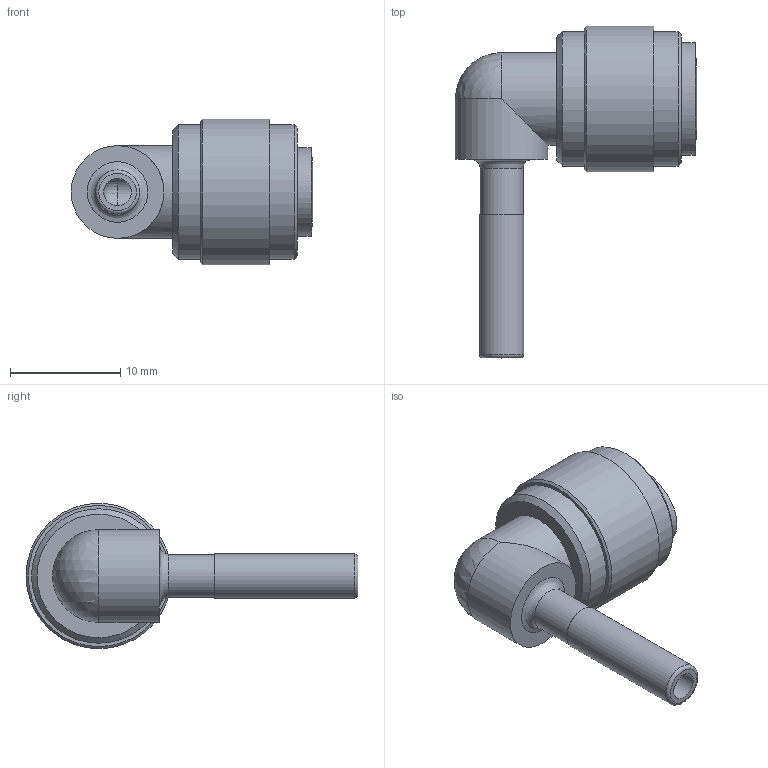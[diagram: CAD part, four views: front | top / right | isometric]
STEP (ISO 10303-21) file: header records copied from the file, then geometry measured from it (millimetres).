
FILE_DESCRIPTION((''),'2;1');
FILE_NAME('Fluidfit Products 3D Ass''HLJ 0404.stp','2011-07-05T14:24:22',('Microsoft'),(''),'Autodesk Inventor 2008','Autodesk Inventor 2008','');
FILE_SCHEMA(('AUTOMOTIVE_DESIGN { 1 0 10303 214 1 1 1 1 }'));
Length unit declared in the file: millimetre
Products named in the file (1): HLJ 0404
Bounding box: 21.9 x 30.1 x 13.2 mm (x, y, z)
Volume: 1996.3 mm3; surface area: 1601.3 mm2
Topology: 1 solids, 1 shells, 28 faces, 58 edges, 34 vertices
Faces by surface type: cylinder 10, plane 8, bspline 3, cone 3, torus 2, sphere 2
Full cylindrical faces by diameter (mm): 2.5 x2, 3.9 x1, 4 x2, 8.4 x2, 12.2 x2, 13.2 x1
Entity records: 787 total; most frequent: CARTESIAN_POINT 269, DIRECTION 114, ORIENTED_EDGE 64, AXIS2_PLACEMENT_3D 57, EDGE_LOOP 53, EDGE_CURVE 32, VERTEX_POINT 29, FACE_OUTER_BOUND 28
